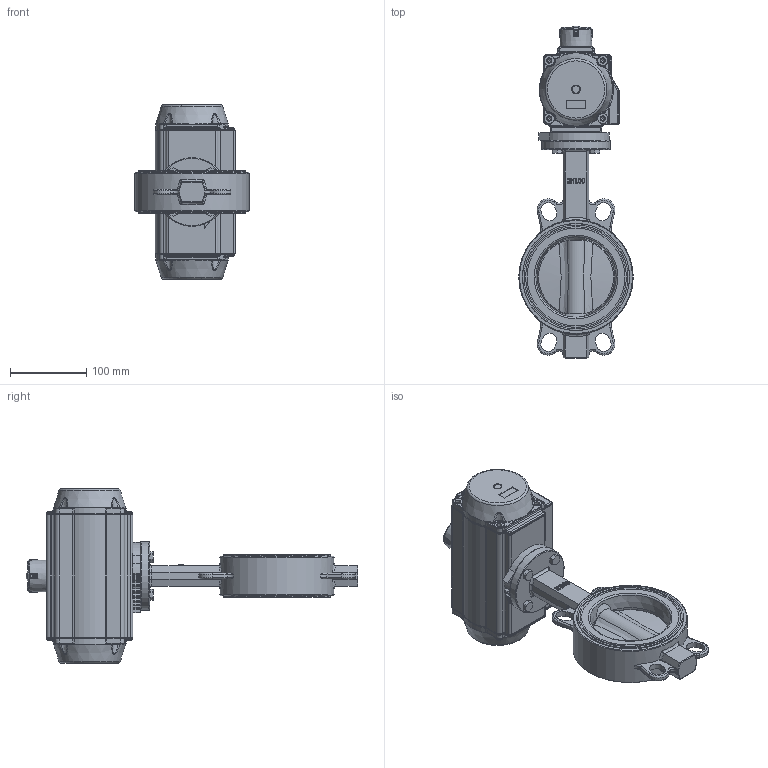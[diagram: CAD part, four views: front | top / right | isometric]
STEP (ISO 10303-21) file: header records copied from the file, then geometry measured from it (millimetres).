
FILE_DESCRIPTION(/* description */ ('Unknown'),/* implementation_level */ '2;1');
FILE_NAME(/* name */ 'PD05 5100_5110_5120-12',/* time_stamp */ '2025-03-31T13:25:33+02:00',/* author */ ('Unknown'),/* organization */ ('Unknown'),/* preprocessor_version */ 'ST-DEVELOPER v19.4',/* originating_system */ 'Solid Edge',/* authorisation */ 'Unknown');
FILE_SCHEMA (('AUTOMOTIVE_DESIGN {1 0 10303 214 3 1 1}'));
Products named in the file (20): PD05 5100_5110_5120-12; WAFER-DN100; DN100概极; seat; disc; shaft1; shaft2; bushing1; Raster DN40- DN150; DIN933_M8x35; PD05_PE04; VTE85____; Optische Anzeige; ______; ________(___________; cup head nib bolts with large head gb_GB_FASTENER_BOLT_CHNBW M6X25-N; huosai85; zhou85; vt85-2016-06-25  _______MIR; vt85-2016-06-25
Assembly tree (27 placements, depth 4):
  PD05 5100_5110_5120-12
    WAFER-DN100
      DN100概极
      seat
      disc
      shaft1
      shaft2
      bushing1  x2
    Raster DN40- DN150
    DIN933_M8x35  x4
    PD05_PE04
      VTE85____
      Optische Anzeige
        ______
        ________(___________  x4
        cup head nib bolts with large head gb_GB_FASTENER_BOLT_CHNBW M6X25-N
      huosai85  x2
      zhou85
      vt85-2016-06-25  _______MIR
      vt85-2016-06-25
Bounding box: 150 x 434.81 x 228 mm (x, y, z)
Volume: 1987003.7 mm3; surface area: 562908.5 mm2
Topology: 24 solids, 24 shells, 3512 faces, 8795 edges, 5464 vertices
Faces by surface type: plane 1029, cylinder 898, bspline 762, torus 572, cone 238, sphere 13
Full cylindrical faces by diameter (mm): 3 x16, 3.3 x8, 4 x2, 4.134 x8, 4.66 x1, 4.917 x13, 5 x2, 6 x1, 6.2 x1, 6.647 x6, 6.8 x8, 8 x4, 10 x4, 10.7 x1, 11.445 x2, 12 x3, 13 x10, 15.77 x5, 15.93 x1, 16 x2, 16.2 x1, 16.5 x1, 18.7 x1, 20 x7, 20.6 x4, 20.7 x2, 23 x12, 25.8 x2, 26 x1, 27 x1
Entity records: 110540 total; most frequent: CARTESIAN_POINT 48970, ORIENTED_EDGE 13312, DIRECTION 11217, EDGE_CURVE 6656, AXIS2_PLACEMENT_3D 4445, VERTEX_POINT 4344, FACE_BOUND 3368, EDGE_LOOP 3354
